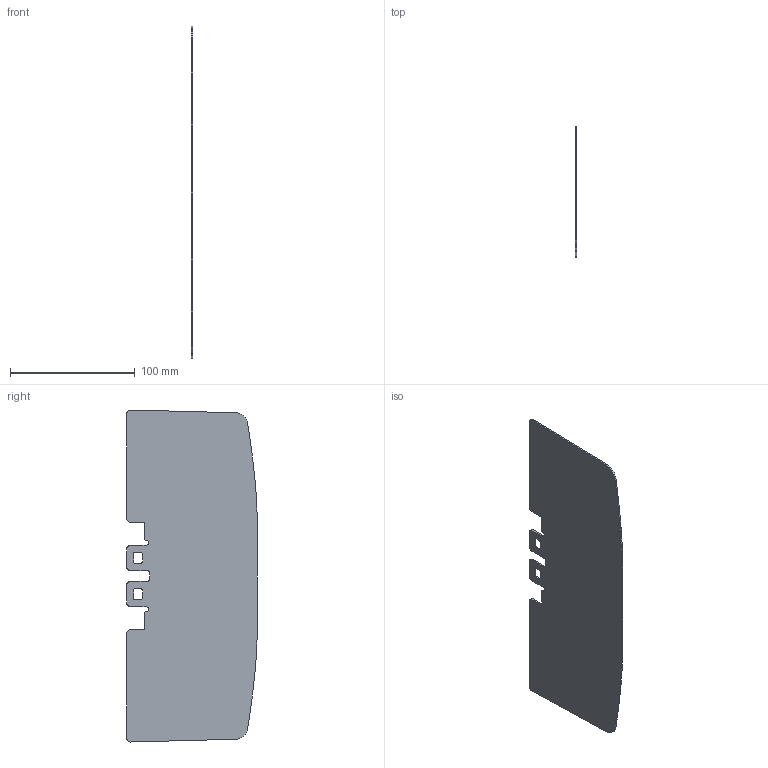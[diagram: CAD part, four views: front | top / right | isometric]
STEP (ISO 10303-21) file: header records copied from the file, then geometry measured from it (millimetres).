
FILE_DESCRIPTION((''),'2;1');
FILE_NAME('0000046866_1_1','2023-10-25T11:42:57',('klemen.sitar'),('Audax d.o.o.'),'CREO PARAMETRIC BY PTC INC, 2021304','CREO PARAMETRIC BY PTC INC, 2021304','');
FILE_SCHEMA(('AP242_MANAGED_MODEL_BASED_3D_ENGINEERING_MIM_LF { 1 0 10303 442 1 1 4 }'));
Length unit declared in the file: millimetre
Products named in the file (1): 0000046866_1_1
Bounding box: 1.2 x 104.5 x 265.84 mm (x, y, z)
Volume: 31274.3 mm3; surface area: 53159.3 mm2
Topology: 1 solids, 1 shells, 60 faces, 176 edges, 118 vertices
Faces by surface type: plane 30, cylinder 30
Entity records: 2773 total; most frequent: DIRECTION 358, CARTESIAN_POINT 356, ORIENTED_EDGE 352, COLOUR_RGB 188, EDGE_CURVE 176, AXIS2_PLACEMENT_3D 122, VERTEX_POINT 118, VECTOR 114
